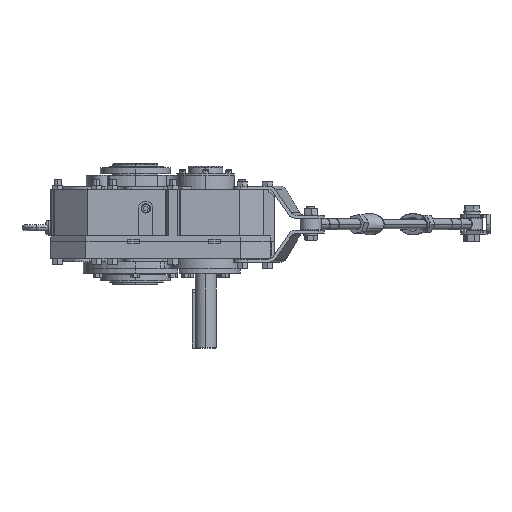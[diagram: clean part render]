
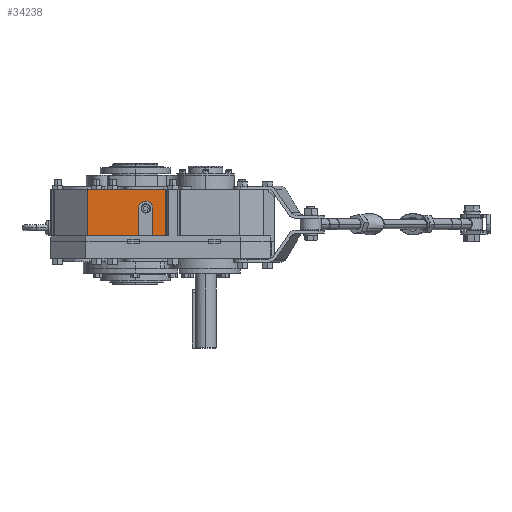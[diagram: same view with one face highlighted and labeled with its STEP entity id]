
A CAD part, left-side view. The second image highlights one B-rep face of the part: STEP entity #34238.
In plain terms, the highlighted planar face has unit normal (-1, 0, 0).
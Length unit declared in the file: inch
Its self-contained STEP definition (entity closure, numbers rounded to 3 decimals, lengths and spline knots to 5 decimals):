
#730 = LINE ( 'NONE', #7539, #41366 ) ;
#1346 = EDGE_CURVE ( 'NONE', #25908, #4570, #40076, .T. ) ;
#2616 = CARTESIAN_POINT ( 'NONE',  ( -5.21654, -2.0234, 3.54331 ) ) ;
#2651 = CIRCLE ( 'NONE', #28004, 0.49213 ) ;
#3201 = CARTESIAN_POINT ( 'NONE',  ( -5.21654, 3.2731, 3.54331 ) ) ;
#3376 = ORIENTED_EDGE ( 'NONE', *, *, #16229, .T. ) ;
#4570 = VERTEX_POINT ( 'NONE', #40332 ) ;
#4729 = DIRECTION ( 'NONE',  ( 0., -1., 0. ) ) ;
#7298 = ORIENTED_EDGE ( 'NONE', *, *, #38622, .T. ) ;
#7539 = CARTESIAN_POINT ( 'NONE',  ( -5.21654, -2.0234, 3.54331 ) ) ;
#8650 = VECTOR ( 'NONE', #18808, 39.37008 ) ;
#8982 = LINE ( 'NONE', #18195, #49671 ) ;
#9766 = VECTOR ( 'NONE', #46023, 39.37008 ) ;
#10130 = FACE_OUTER_BOUND ( 'NONE', #20016, .T. ) ;
#13762 = DIRECTION ( 'NONE',  ( 1., 0., 0. ) ) ;
#13822 = ORIENTED_EDGE ( 'NONE', *, *, #22796, .F. ) ;
#14493 = ORIENTED_EDGE ( 'NONE', *, *, #1346, .T. ) ;
#15113 = VECTOR ( 'NONE', #4729, 39.37008 ) ;
#16229 = EDGE_CURVE ( 'NONE', #4570, #38126, #730, .T. ) ;
#16607 = CARTESIAN_POINT ( 'NONE',  ( -5.21654, 3.2731, 0.3937 ) ) ;
#18195 = CARTESIAN_POINT ( 'NONE',  ( -5.21654, -0.21654, 0.3937 ) ) ;
#18808 = DIRECTION ( 'NONE',  ( 0., -1., 0. ) ) ;
#19297 = EDGE_CURVE ( 'NONE', #20867, #23748, #37309, .T. ) ;
#20016 = EDGE_LOOP ( 'NONE', ( #27704, #14493, #3376, #13822, #37927, #50758, #20826, #7298 ) ) ;
#20407 = CARTESIAN_POINT ( 'NONE',  ( -5.21654, 5.74803, 0.3937 ) ) ;
#20826 = ORIENTED_EDGE ( 'NONE', *, *, #37437, .T. ) ;
#20867 = VERTEX_POINT ( 'NONE', #21397 ) ;
#21397 = CARTESIAN_POINT ( 'NONE',  ( -5.21654, 3.2731, 0.3937 ) ) ;
#21553 = LINE ( 'NONE', #16607, #41216 ) ;
#22064 = PLANE ( 'NONE',  #33444 ) ;
#22182 = DIRECTION ( 'NONE',  ( 0., 0., 1. ) ) ;
#22796 = EDGE_CURVE ( 'NONE', #49090, #38126, #41185, .T. ) ;
#23748 = VERTEX_POINT ( 'NONE', #46523 ) ;
#24528 = DIRECTION ( 'NONE',  ( 0., 0., 1. ) ) ;
#25908 = VERTEX_POINT ( 'NONE', #41912 ) ;
#26032 = DIRECTION ( 'NONE',  ( 0., -1., 0. ) ) ;
#27704 = ORIENTED_EDGE ( 'NONE', *, *, #46200, .T. ) ;
#28004 = AXIS2_PLACEMENT_3D ( 'NONE', #37388, #13762, #41303 ) ;
#30470 = EDGE_CURVE ( 'NONE', #20867, #49090, #21553, .T. ) ;
#33444 = AXIS2_PLACEMENT_3D ( 'NONE', #33796, #49605, #26032 ) ;
#33796 = CARTESIAN_POINT ( 'NONE',  ( -5.21654, 5.74803, -14.84435 ) ) ;
#34238 = ADVANCED_FACE ( 'NONE', ( #10130 ), #22064, .T. ) ;
#37309 = LINE ( 'NONE', #20407, #15113 ) ;
#37388 = CARTESIAN_POINT ( 'NONE',  ( -5.21654, -0.70866, 2.26378 ) ) ;
#37437 = EDGE_CURVE ( 'NONE', #23748, #39786, #8982, .T. ) ;
#37927 = ORIENTED_EDGE ( 'NONE', *, *, #30470, .F. ) ;
#38126 = VERTEX_POINT ( 'NONE', #2616 ) ;
#38458 = CARTESIAN_POINT ( 'NONE',  ( -5.21654, 5.74803, 0.3937 ) ) ;
#38622 = EDGE_CURVE ( 'NONE', #39786, #49250, #2651, .T. ) ;
#39511 = CARTESIAN_POINT ( 'NONE',  ( -5.21654, -1.20079, 2.26378 ) ) ;
#39786 = VERTEX_POINT ( 'NONE', #41344 ) ;
#39887 = CARTESIAN_POINT ( 'NONE',  ( -5.21654, -1.20079, 2.26378 ) ) ;
#40076 = LINE ( 'NONE', #38458, #8650 ) ;
#40332 = CARTESIAN_POINT ( 'NONE',  ( -5.21654, -2.0234, 0.3937 ) ) ;
#41185 = LINE ( 'NONE', #42033, #9766 ) ;
#41216 = VECTOR ( 'NONE', #24528, 39.37008 ) ;
#41303 = DIRECTION ( 'NONE',  ( 0., 1., 0. ) ) ;
#41344 = CARTESIAN_POINT ( 'NONE',  ( -5.21654, -0.21654, 2.26378 ) ) ;
#41366 = VECTOR ( 'NONE', #46975, 39.37008 ) ;
#41912 = CARTESIAN_POINT ( 'NONE',  ( -5.21654, -1.20079, 0.3937 ) ) ;
#42033 = CARTESIAN_POINT ( 'NONE',  ( -5.21654, 5.74803, 3.54331 ) ) ;
#43479 = DIRECTION ( 'NONE',  ( 0., 0., -1. ) ) ;
#44158 = VECTOR ( 'NONE', #43479, 39.37008 ) ;
#45404 = LINE ( 'NONE', #39511, #44158 ) ;
#46023 = DIRECTION ( 'NONE',  ( 0., -1., 0. ) ) ;
#46200 = EDGE_CURVE ( 'NONE', #49250, #25908, #45404, .T. ) ;
#46523 = CARTESIAN_POINT ( 'NONE',  ( -5.21654, -0.21654, 0.3937 ) ) ;
#46975 = DIRECTION ( 'NONE',  ( 0., 0., 1. ) ) ;
#49090 = VERTEX_POINT ( 'NONE', #3201 ) ;
#49250 = VERTEX_POINT ( 'NONE', #39887 ) ;
#49605 = DIRECTION ( 'NONE',  ( -1., 0., 0. ) ) ;
#49671 = VECTOR ( 'NONE', #22182, 39.37008 ) ;
#50758 = ORIENTED_EDGE ( 'NONE', *, *, #19297, .T. ) ;
